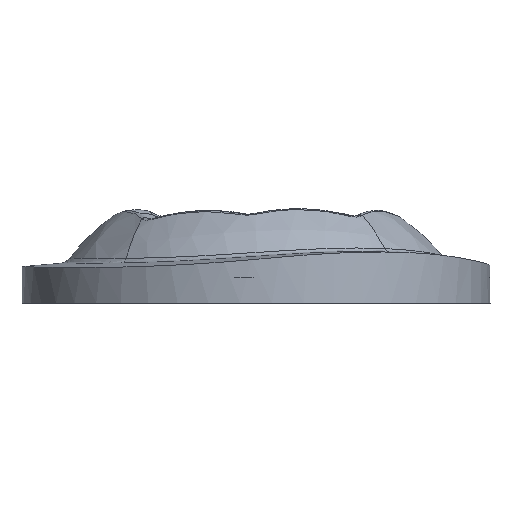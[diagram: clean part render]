
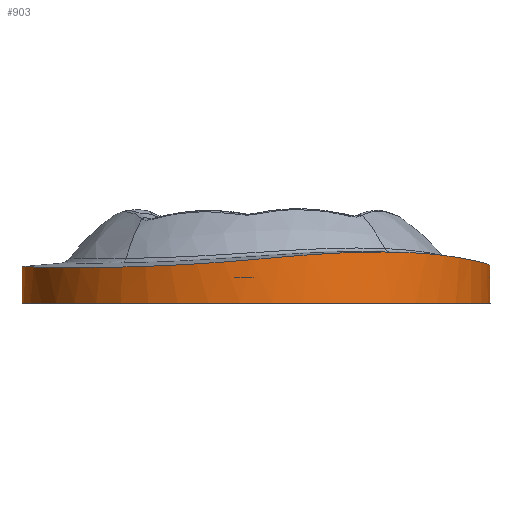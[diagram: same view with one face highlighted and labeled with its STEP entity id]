
A CAD part, front view. The second image highlights one B-rep face of the part: STEP entity #903.
In plain terms, the highlighted cylindrical face has radius 19.7 mm (diameter 39.4 mm), a full revolution.
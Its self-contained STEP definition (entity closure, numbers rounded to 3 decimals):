
#94=FACE_OUTER_BOUND('',#157,.T.);
#157=EDGE_LOOP('',(#602,#603,#604,#605,#606,#607));
#225=B_SPLINE_CURVE_WITH_KNOTS('',3,(#1209,#1210,#1211,#1212),
 .UNSPECIFIED.,.F.,.F.,(4,4),(-9.234,-8.855),
 .UNSPECIFIED.);
#226=B_SPLINE_CURVE_WITH_KNOTS('',3,(#1214,#1215,#1216,#1217,#1218,#1219,
#1220,#1221,#1222,#1223,#1224,#1225),.UNSPECIFIED.,.F.,.F.,(4,2,2,2,2,4),
(-3.281,-2.82,-2.284,-1.549,
-0.766,0.),.UNSPECIFIED.);
#227=B_SPLINE_CURVE_WITH_KNOTS('',3,(#1226,#1227,#1228,#1229,#1230,#1231,
#1232,#1233,#1234,#1235,#1236,#1237,#1238,#1239,#1240,#1241,#1242,#1243,
#1244,#1245,#1246,#1247,#1248,#1249,#1250,#1251,#1252,#1253,#1254,#1255),
 .UNSPECIFIED.,.F.,.F.,(4,2,2,2,2,2,2,2,2,2,2,2,2,2,4),(-8.855,
-8.542,-7.762,-7.006,-6.224,
-5.809,-5.325,-4.559,-3.785,
-3.371,-2.864,-2.084,-1.304,
-0.548,-0.085),.UNSPECIFIED.);
#297=LINE('',#1207,#304);
#304=VECTOR('',#1057,19.7);
#311=CIRCLE('',#981,19.7);
#364=VERTEX_POINT('',#1204);
#365=VERTEX_POINT('',#1206);
#366=VERTEX_POINT('',#1208);
#367=VERTEX_POINT('',#1213);
#454=EDGE_CURVE('',#364,#364,#311,.T.);
#455=EDGE_CURVE('',#364,#365,#297,.T.);
#456=EDGE_CURVE('',#366,#365,#225,.T.);
#457=EDGE_CURVE('',#367,#366,#226,.T.);
#458=EDGE_CURVE('',#365,#367,#227,.T.);
#602=ORIENTED_EDGE('',*,*,#454,.F.);
#603=ORIENTED_EDGE('',*,*,#455,.T.);
#604=ORIENTED_EDGE('',*,*,#456,.F.);
#605=ORIENTED_EDGE('',*,*,#457,.F.);
#606=ORIENTED_EDGE('',*,*,#458,.F.);
#607=ORIENTED_EDGE('',*,*,#455,.F.);
#898=CYLINDRICAL_SURFACE('',#980,19.7);
#903=ADVANCED_FACE('',(#94),#898,.T.);
#980=AXIS2_PLACEMENT_3D('',#1203,#1053,#1054);
#981=AXIS2_PLACEMENT_3D('',#1205,#1055,#1056);
#1053=DIRECTION('center_axis',(0.,0.,1.));
#1054=DIRECTION('ref_axis',(1.,0.,0.));
#1055=DIRECTION('center_axis',(0.,0.,-1.));
#1056=DIRECTION('ref_axis',(1.,0.,0.));
#1057=DIRECTION('',(0.,0.,1.));
#1203=CARTESIAN_POINT('Origin',(0.,0.,9.));
#1204=CARTESIAN_POINT('',(-19.7,0.,9.));
#1205=CARTESIAN_POINT('Origin',(0.,0.,9.));
#1206=CARTESIAN_POINT('',(-19.7,0.,12.079));
#1207=CARTESIAN_POINT('',(-19.7,0.,9.));
#1208=CARTESIAN_POINT('',(-19.342,3.74,12.054));
#1209=CARTESIAN_POINT('Ctrl Pts',(-19.342,3.74,12.054));
#1210=CARTESIAN_POINT('Ctrl Pts',(-19.58,2.506,12.068));
#1211=CARTESIAN_POINT('Ctrl Pts',(-19.7,1.253,12.076));
#1212=CARTESIAN_POINT('Ctrl Pts',(-19.7,0.,12.079));
#1213=CARTESIAN_POINT('',(5.47,18.925,12.091));
#1214=CARTESIAN_POINT('Ctrl Pts',(5.47,18.925,12.091));
#1215=CARTESIAN_POINT('Ctrl Pts',(3.991,19.353,12.092));
#1216=CARTESIAN_POINT('Ctrl Pts',(2.468,19.605,12.093));
#1217=CARTESIAN_POINT('Ctrl Pts',(-0.851,19.762,12.099));
#1218=CARTESIAN_POINT('Ctrl Pts',(-2.636,19.604,12.104));
#1219=CARTESIAN_POINT('Ctrl Pts',(-6.765,18.664,12.111));
#1220=CARTESIAN_POINT('Ctrl Pts',(-9.033,17.678,12.109));
#1221=CARTESIAN_POINT('Ctrl Pts',(-13.221,14.836,12.078));
#1222=CARTESIAN_POINT('Ctrl Pts',(-15.068,12.956,12.05));
#1223=CARTESIAN_POINT('Ctrl Pts',(-17.89,8.634,12.024));
#1224=CARTESIAN_POINT('Ctrl Pts',(-18.857,6.246,12.024));
#1225=CARTESIAN_POINT('Ctrl Pts',(-19.342,3.74,12.054));
#1226=CARTESIAN_POINT('Ctrl Pts',(-19.7,0.,12.079));
#1227=CARTESIAN_POINT('Ctrl Pts',(-19.7,-1.034,12.08));
#1228=CARTESIAN_POINT('Ctrl Pts',(-19.619,-2.069,12.078));
#1229=CARTESIAN_POINT('Ctrl Pts',(-19.048,-5.653,12.06));
#1230=CARTESIAN_POINT('Ctrl Pts',(-18.14,-8.107,12.032));
#1231=CARTESIAN_POINT('Ctrl Pts',(-15.47,-12.453,12.001));
#1232=CARTESIAN_POINT('Ctrl Pts',(-13.759,-14.32,11.999));
#1233=CARTESIAN_POINT('Ctrl Pts',(-9.659,-17.365,12.078));
#1234=CARTESIAN_POINT('Ctrl Pts',(-7.293,-18.484,12.167));
#1235=CARTESIAN_POINT('Ctrl Pts',(-3.438,-19.446,12.414));
#1236=CARTESIAN_POINT('Ctrl Pts',(-2.074,-19.639,12.515));
#1237=CARTESIAN_POINT('Ctrl Pts',(0.912,-19.745,12.773));
#1238=CARTESIAN_POINT('Ctrl Pts',(2.525,-19.604,12.928));
#1239=CARTESIAN_POINT('Ctrl Pts',(6.602,-18.736,13.239));
#1240=CARTESIAN_POINT('Ctrl Pts',(8.965,-17.727,13.333));
#1241=CARTESIAN_POINT('Ctrl Pts',(13.214,-14.837,13.295));
#1242=CARTESIAN_POINT('Ctrl Pts',(15.033,-12.988,13.152));
#1243=CARTESIAN_POINT('Ctrl Pts',(17.206,-9.693,12.83));
#1244=CARTESIAN_POINT('Ctrl Pts',(17.841,-8.467,12.704));
#1245=CARTESIAN_POINT('Ctrl Pts',(18.958,-5.615,12.468));
#1246=CARTESIAN_POINT('Ctrl Pts',(19.37,-3.969,12.364));
#1247=CARTESIAN_POINT('Ctrl Pts',(19.868,0.287,12.157));
#1248=CARTESIAN_POINT('Ctrl Pts',(19.658,2.903,12.092));
#1249=CARTESIAN_POINT('Ctrl Pts',(18.232,7.901,12.025));
#1250=CARTESIAN_POINT('Ctrl Pts',(17.033,10.233,12.024));
#1251=CARTESIAN_POINT('Ctrl Pts',(13.847,14.238,12.044));
#1252=CARTESIAN_POINT('Ctrl Pts',(11.914,15.89,12.064));
#1253=CARTESIAN_POINT('Ctrl Pts',(8.379,17.896,12.085));
#1254=CARTESIAN_POINT('Ctrl Pts',(6.951,18.497,12.09));
#1255=CARTESIAN_POINT('Ctrl Pts',(5.47,18.925,12.091));
